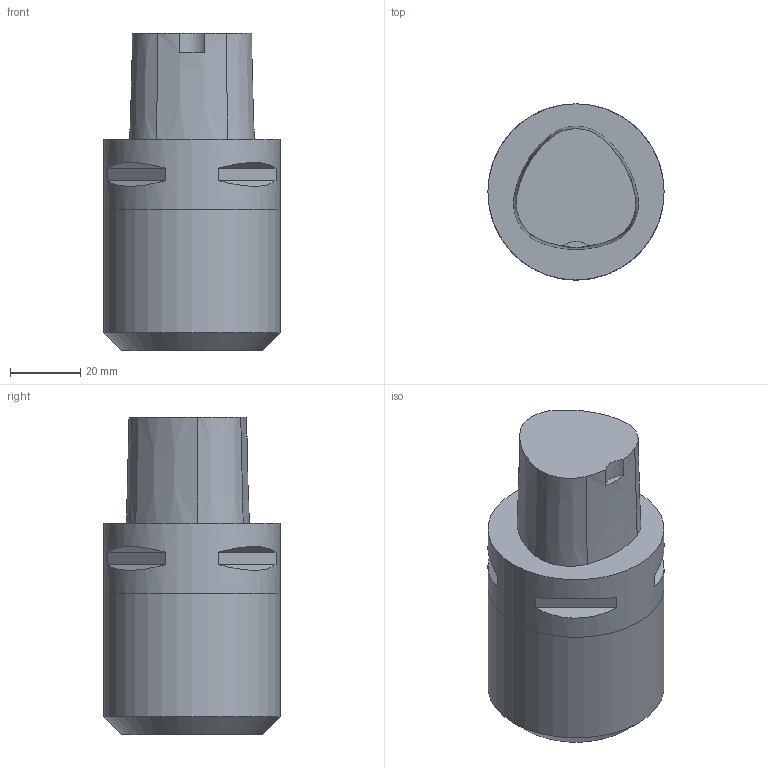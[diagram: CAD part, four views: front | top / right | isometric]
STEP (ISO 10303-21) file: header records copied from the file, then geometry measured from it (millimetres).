
FILE_DESCRIPTION(/* description */ (''),/* implementation_level */ '2;1');
FILE_NAME(/* name */ '6762_2_3d.stp',/* time_stamp */ '2017-02-03T14:13:12+01:00',/* author */ (''),/* organization */ ('SMS'),/* preprocessor_version */ 'ST-DEVELOPER v15',/* originating_system */ 'SIEMENS PLM Software NX 8.5',/* authorisation */ '');
FILE_SCHEMA (('AUTOMOTIVE_DESIGN { 1 0 10303 214 3 1 1 1 }'));
Length unit declared in the file: millimetre
Products named in the file (1): 6762_2_3D
Bounding box: 50 x 50 x 90 mm (x, y, z)
Volume: 142474.5 mm3; surface area: 16213 mm2
Topology: 1 solids, 1 shells, 27 faces, 56 edges, 37 vertices
Faces by surface type: plane 17, cone 7, cylinder 3
Full cylindrical faces by diameter (mm): 49.98 x1, 50 x1
Entity records: 769 total; most frequent: DIRECTION 142, CARTESIAN_POINT 127, ORIENTED_EDGE 106, AXIS2_PLACEMENT_3D 60, EDGE_CURVE 53, VERTEX_POINT 37, EDGE_LOOP 36, ADVANCED_FACE 27
